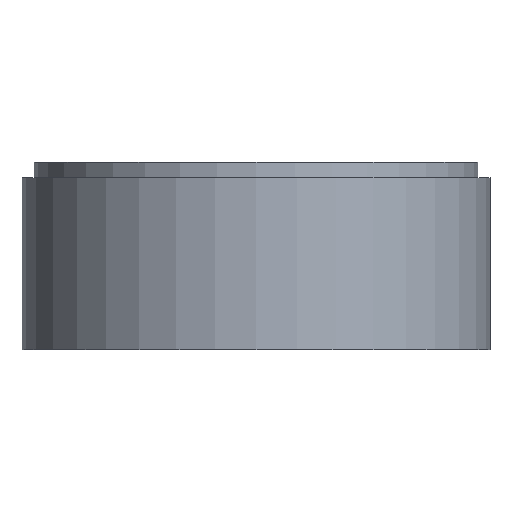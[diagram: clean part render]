
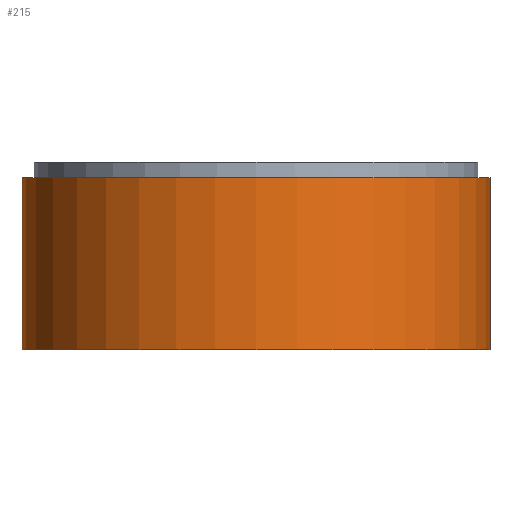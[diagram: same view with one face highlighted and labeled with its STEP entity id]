
A CAD part, front view. The second image highlights one B-rep face of the part: STEP entity #215.
In plain terms, the highlighted cylindrical face has radius 46.25 mm (diameter 92.5 mm), a full revolution.
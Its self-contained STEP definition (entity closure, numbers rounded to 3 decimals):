
#35=CYLINDRICAL_SURFACE('',#260,46.25);
#49=FACE_OUTER_BOUND('',#70,.T.);
#70=EDGE_LOOP('',(#192,#193,#194,#195));
#83=LINE('',#394,#92);
#92=VECTOR('',#334,46.25);
#105=CIRCLE('',#254,46.25);
#108=CIRCLE('',#261,46.25);
#121=VERTEX_POINT('',#380);
#124=VERTEX_POINT('',#392);
#143=EDGE_CURVE('',#121,#121,#105,.T.);
#148=EDGE_CURVE('',#124,#124,#108,.T.);
#149=EDGE_CURVE('',#124,#121,#83,.T.);
#192=ORIENTED_EDGE('',*,*,#148,.F.);
#193=ORIENTED_EDGE('',*,*,#149,.T.);
#194=ORIENTED_EDGE('',*,*,#143,.T.);
#195=ORIENTED_EDGE('',*,*,#149,.F.);
#215=ADVANCED_FACE('',(#49),#35,.T.);
#254=AXIS2_PLACEMENT_3D('',#381,#316,#317);
#260=AXIS2_PLACEMENT_3D('',#391,#330,#331);
#261=AXIS2_PLACEMENT_3D('',#393,#332,#333);
#316=DIRECTION('center_axis',(0.,0.,1.));
#317=DIRECTION('ref_axis',(1.,0.,0.));
#330=DIRECTION('center_axis',(0.,0.,1.));
#331=DIRECTION('ref_axis',(1.,0.,0.));
#332=DIRECTION('center_axis',(0.,0.,1.));
#333=DIRECTION('ref_axis',(1.,0.,0.));
#334=DIRECTION('',(0.,0.,-1.));
#380=CARTESIAN_POINT('',(-46.25,0.,0.));
#381=CARTESIAN_POINT('Origin',(0.,0.,0.));
#391=CARTESIAN_POINT('Origin',(0.,0.,0.));
#392=CARTESIAN_POINT('',(-46.25,0.,34.));
#393=CARTESIAN_POINT('Origin',(0.,0.,34.));
#394=CARTESIAN_POINT('',(-46.25,0.,0.));
